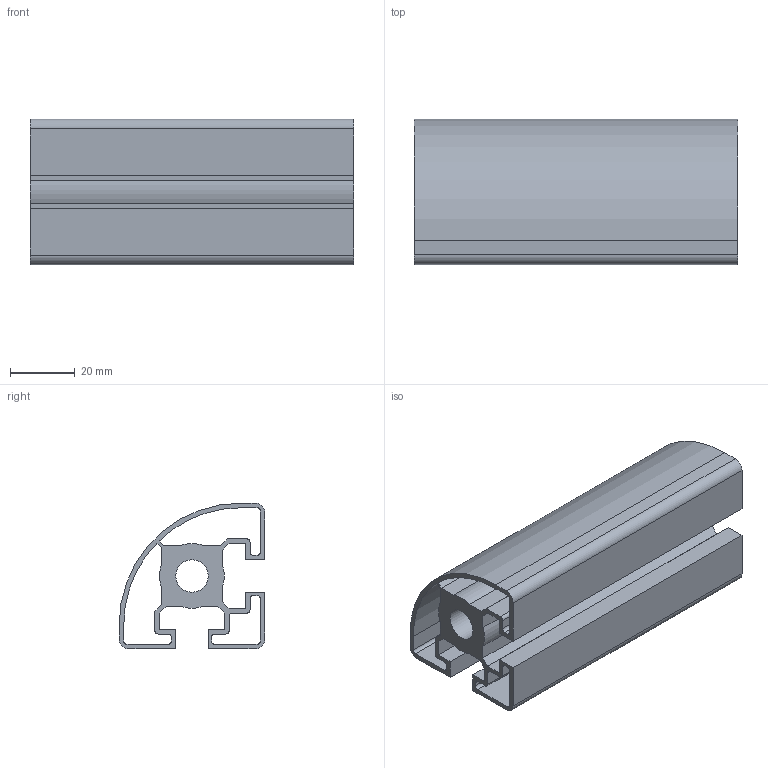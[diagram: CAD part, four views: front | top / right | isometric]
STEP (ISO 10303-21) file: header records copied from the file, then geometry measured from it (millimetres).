
FILE_DESCRIPTION (( 'STEP AP214' ), '1' );
FILE_NAME ('3_842_992_897_100-Bosch.step', '2020-07-02T13:07:00', ( '' ), ( '' ), 'SwSTEP 2.0', 'SolidWorks 2010', '' );
FILE_SCHEMA (( 'AUTOMOTIVE_DESIGN' ));
Length unit declared in the file: millimetre
Products named in the file (1): 3_842_992_897_100-Bosch
Bounding box: 100 x 45 x 45 mm (x, y, z)
Volume: 57516.1 mm3; surface area: 51778.5 mm2
Topology: 1 solids, 1 shells, 81 faces, 237 edges, 158 vertices
Faces by surface type: plane 54, cylinder 27
Full cylindrical faces by diameter (mm): 10 x1
Entity records: 2730 total; most frequent: CARTESIAN_POINT 476, ORIENTED_EDGE 472, DIRECTION 454, EDGE_CURVE 236, LINE 182, VECTOR 182, VERTEX_POINT 158, AXIS2_PLACEMENT_3D 136
